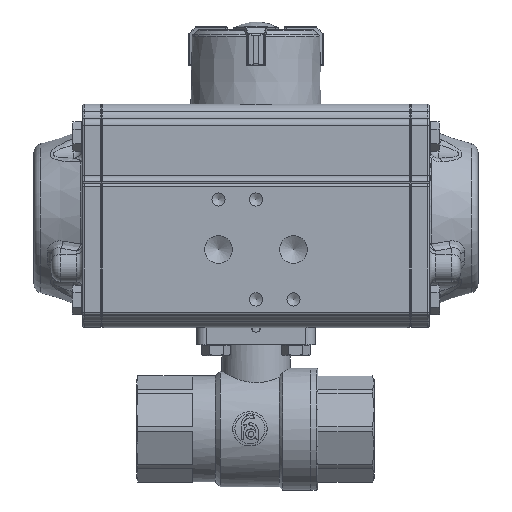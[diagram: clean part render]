
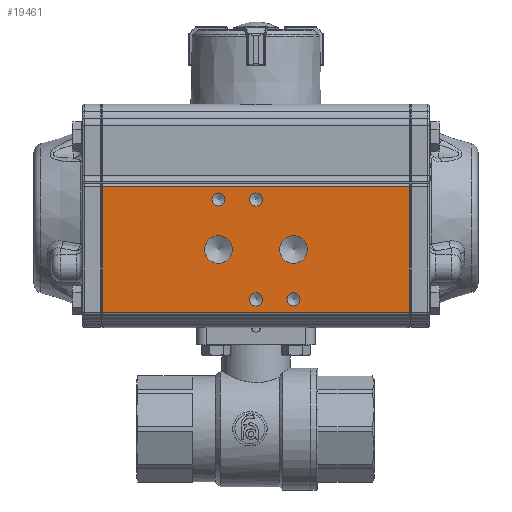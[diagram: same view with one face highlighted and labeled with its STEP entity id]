
A CAD part, front view. The second image highlights one B-rep face of the part: STEP entity #19461.
In plain terms, the highlighted face is planar.
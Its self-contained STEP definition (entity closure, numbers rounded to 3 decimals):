
#782=LINE('',#33270,#1812);
#783=LINE('',#33274,#1813);
#784=LINE('',#33276,#1814);
#785=LINE('',#33278,#1815);
#1812=VECTOR('',#24565,1000.);
#1813=VECTOR('',#24570,1000.);
#1814=VECTOR('',#24571,1000.);
#1815=VECTOR('',#24572,1000.);
#2828=PLANE('',#21159);
#5573=ORIENTED_EDGE('',*,*,#9714,.F.);
#5574=ORIENTED_EDGE('',*,*,#9716,.T.);
#5575=ORIENTED_EDGE('',*,*,#9717,.T.);
#5576=ORIENTED_EDGE('',*,*,#9718,.T.);
#5577=ORIENTED_EDGE('',*,*,#9422,.F.);
#5578=ORIENTED_EDGE('',*,*,#9420,.F.);
#5579=ORIENTED_EDGE('',*,*,#9418,.F.);
#5580=ORIENTED_EDGE('',*,*,#9416,.F.);
#5581=ORIENTED_EDGE('',*,*,#9414,.F.);
#5582=ORIENTED_EDGE('',*,*,#9412,.F.);
#9412=EDGE_CURVE('',#11715,#11715,#13085,.T.);
#9414=EDGE_CURVE('',#11718,#11718,#13087,.T.);
#9416=EDGE_CURVE('',#11721,#11721,#13089,.T.);
#9418=EDGE_CURVE('',#11724,#11724,#13091,.T.);
#9420=EDGE_CURVE('',#11727,#11727,#13093,.T.);
#9422=EDGE_CURVE('',#11730,#11730,#13095,.T.);
#9714=EDGE_CURVE('',#11968,#11969,#782,.T.);
#9716=EDGE_CURVE('',#11968,#11970,#783,.T.);
#9717=EDGE_CURVE('',#11970,#11971,#784,.T.);
#9718=EDGE_CURVE('',#11971,#11969,#785,.T.);
#11715=VERTEX_POINT('',#32179);
#11718=VERTEX_POINT('',#32186);
#11721=VERTEX_POINT('',#32193);
#11724=VERTEX_POINT('',#32200);
#11727=VERTEX_POINT('',#32207);
#11730=VERTEX_POINT('',#32214);
#11968=VERTEX_POINT('',#33269);
#11969=VERTEX_POINT('',#33271);
#11970=VERTEX_POINT('',#33275);
#11971=VERTEX_POINT('',#33277);
#13085=CIRCLE('',#20909,4.4);
#13087=CIRCLE('',#20913,4.4);
#13089=CIRCLE('',#20917,2.1);
#13091=CIRCLE('',#20921,2.1);
#13093=CIRCLE('',#20925,2.1);
#13095=CIRCLE('',#20929,2.1);
#14406=EDGE_LOOP('',(#5573,#5574,#5575,#5576));
#14407=EDGE_LOOP('',(#5577));
#14408=EDGE_LOOP('',(#5578));
#14409=EDGE_LOOP('',(#5579));
#14410=EDGE_LOOP('',(#5580));
#14411=EDGE_LOOP('',(#5581));
#14412=EDGE_LOOP('',(#5582));
#15854=FACE_BOUND('',#14406,.T.);
#15855=FACE_BOUND('',#14407,.T.);
#15856=FACE_BOUND('',#14408,.T.);
#15857=FACE_BOUND('',#14409,.T.);
#15858=FACE_BOUND('',#14410,.T.);
#15859=FACE_BOUND('',#14411,.T.);
#15860=FACE_BOUND('',#14412,.T.);
#19461=ADVANCED_FACE('',(#15854,#15855,#15856,#15857,#15858,#15859,#15860),
#2828,.F.);
#20909=AXIS2_PLACEMENT_3D('',#32178,#23968,#23969);
#20913=AXIS2_PLACEMENT_3D('',#32185,#23976,#23977);
#20917=AXIS2_PLACEMENT_3D('',#32192,#23984,#23985);
#20921=AXIS2_PLACEMENT_3D('',#32199,#23992,#23993);
#20925=AXIS2_PLACEMENT_3D('',#32206,#24000,#24001);
#20929=AXIS2_PLACEMENT_3D('',#32213,#24008,#24009);
#21159=AXIS2_PLACEMENT_3D('',#33273,#24568,#24569);
#23968=DIRECTION('',(-1.,0.,0.));
#23969=DIRECTION('',(0.,0.,1.));
#23976=DIRECTION('',(-1.,0.,0.));
#23977=DIRECTION('',(0.,0.,1.));
#23984=DIRECTION('',(-1.,0.,0.));
#23985=DIRECTION('',(0.,0.,1.));
#23992=DIRECTION('',(-1.,0.,0.));
#23993=DIRECTION('',(0.,0.,1.));
#24000=DIRECTION('',(-1.,0.,0.));
#24001=DIRECTION('',(0.,0.,1.));
#24008=DIRECTION('',(-1.,0.,0.));
#24009=DIRECTION('',(0.,0.,1.));
#24565=DIRECTION('',(0.,0.,-1.));
#24568=DIRECTION('',(1.,0.,0.));
#24569=DIRECTION('',(0.,1.,0.));
#24570=DIRECTION('',(0.,1.,0.));
#24571=DIRECTION('',(0.,0.,-1.));
#24572=DIRECTION('',(0.,-1.,0.));
#32178=CARTESIAN_POINT('',(-42.,-10.,12.));
#32179=CARTESIAN_POINT('',(-42.,-10.,16.4));
#32185=CARTESIAN_POINT('',(-42.,-10.,-12.));
#32186=CARTESIAN_POINT('',(-42.,-10.,-7.6));
#32192=CARTESIAN_POINT('',(-42.,6.,0.));
#32193=CARTESIAN_POINT('',(-42.,6.,2.1));
#32199=CARTESIAN_POINT('',(-42.,-26.,0.));
#32200=CARTESIAN_POINT('',(-42.,-26.,2.1));
#32206=CARTESIAN_POINT('',(-42.,6.,-12.));
#32207=CARTESIAN_POINT('',(-42.,6.,-9.9));
#32213=CARTESIAN_POINT('',(-42.,-26.,12.));
#32214=CARTESIAN_POINT('',(-42.,-26.,14.1));
#33269=CARTESIAN_POINT('',(-42.,-30.05,49.2));
#33270=CARTESIAN_POINT('',(-42.,-30.05,49.5));
#33271=CARTESIAN_POINT('',(-42.,-30.05,-49.2));
#33273=CARTESIAN_POINT('',(-42.,10.062,49.5));
#33274=CARTESIAN_POINT('',(-42.,10.062,49.2));
#33275=CARTESIAN_POINT('',(-42.,10.062,49.2));
#33276=CARTESIAN_POINT('',(-42.,10.062,49.5));
#33277=CARTESIAN_POINT('',(-42.,10.062,-49.2));
#33278=CARTESIAN_POINT('',(-42.,10.062,-49.2));
